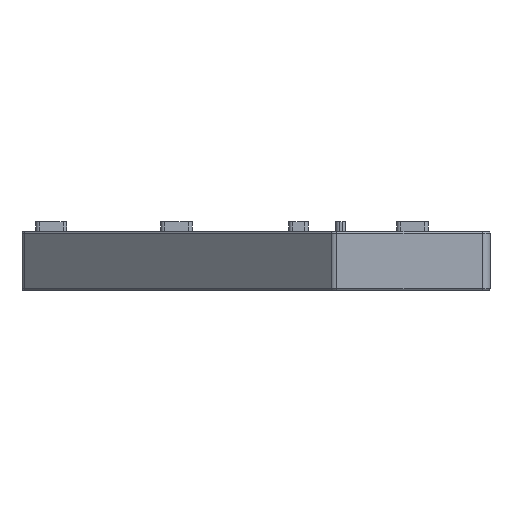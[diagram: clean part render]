
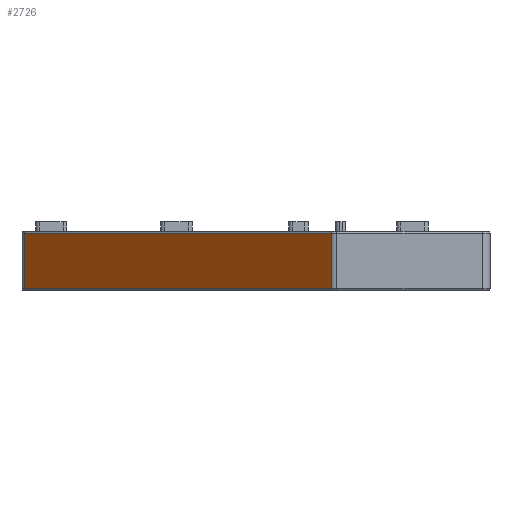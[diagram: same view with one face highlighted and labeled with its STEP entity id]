
A CAD part, front view. The second image highlights one B-rep face of the part: STEP entity #2726.
In plain terms, the highlighted planar face has unit normal (-0.707, -0.707, 0).
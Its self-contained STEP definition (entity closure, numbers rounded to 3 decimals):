
#164 = EDGE_LOOP ( 'NONE', ( #8981, #10843, #6629, #5490 ) ) ;
#819 = DIRECTION ( 'NONE',  ( -0.707, 0.707, 0. ) ) ;
#1424 = PLANE ( 'NONE',  #6472 ) ;
#1936 = CARTESIAN_POINT ( 'NONE',  ( 19.264, -59.264, 15.1 ) ) ;
#1945 = EDGE_CURVE ( 'NONE', #8924, #10162, #4190, .T. ) ;
#2459 = DIRECTION ( 'NONE',  ( 0., 0., -1. ) ) ;
#2726 = ADVANCED_FACE ( 'NONE', ( #8076 ), #1424, .F. ) ;
#3207 = CARTESIAN_POINT ( 'NONE',  ( 19.264, -59.264, 14.6 ) ) ;
#3614 = VERTEX_POINT ( 'NONE', #9250 ) ;
#3865 = LINE ( 'NONE', #9734, #9697 ) ;
#4190 = LINE ( 'NONE', #8353, #9903 ) ;
#4547 = LINE ( 'NONE', #1936, #7307 ) ;
#4771 = LINE ( 'NONE', #4988, #5203 ) ;
#4982 = EDGE_CURVE ( 'NONE', #3614, #8924, #4547, .T. ) ;
#4988 = CARTESIAN_POINT ( 'NONE',  ( -59.264, 19.264, 15.1 ) ) ;
#5203 = VECTOR ( 'NONE', #2459, 1000. ) ;
#5303 = DIRECTION ( 'NONE',  ( 0., 0., 1. ) ) ;
#5464 = VERTEX_POINT ( 'NONE', #9807 ) ;
#5490 = ORIENTED_EDGE ( 'NONE', *, *, #1945, .T. ) ;
#6358 = DIRECTION ( 'NONE',  ( 0.707, -0.707, 0. ) ) ;
#6472 = AXIS2_PLACEMENT_3D ( 'NONE', #9124, #8394, #819 ) ;
#6629 = ORIENTED_EDGE ( 'NONE', *, *, #4982, .T. ) ;
#6781 = EDGE_CURVE ( 'NONE', #5464, #3614, #3865, .T. ) ;
#6859 = DIRECTION ( 'NONE',  ( -0.707, 0.707, 0. ) ) ;
#6882 = EDGE_CURVE ( 'NONE', #10162, #5464, #4771, .T. ) ;
#7307 = VECTOR ( 'NONE', #5303, 1000. ) ;
#8076 = FACE_OUTER_BOUND ( 'NONE', #164, .T. ) ;
#8259 = CARTESIAN_POINT ( 'NONE',  ( -59.264, 19.264, 14.6 ) ) ;
#8353 = CARTESIAN_POINT ( 'NONE',  ( -59.85, 19.85, 14.6 ) ) ;
#8394 = DIRECTION ( 'NONE',  ( 0.707, 0.707, 0. ) ) ;
#8924 = VERTEX_POINT ( 'NONE', #3207 ) ;
#8981 = ORIENTED_EDGE ( 'NONE', *, *, #6882, .T. ) ;
#9124 = CARTESIAN_POINT ( 'NONE',  ( -59.85, 19.85, 15.1 ) ) ;
#9250 = CARTESIAN_POINT ( 'NONE',  ( 19.264, -59.264, 0.5 ) ) ;
#9697 = VECTOR ( 'NONE', #6358, 1000. ) ;
#9734 = CARTESIAN_POINT ( 'NONE',  ( 19.264, -59.264, 0.5 ) ) ;
#9807 = CARTESIAN_POINT ( 'NONE',  ( -59.264, 19.264, 0.5 ) ) ;
#9903 = VECTOR ( 'NONE', #6859, 1000. ) ;
#10162 = VERTEX_POINT ( 'NONE', #8259 ) ;
#10843 = ORIENTED_EDGE ( 'NONE', *, *, #6781, .T. ) ;
